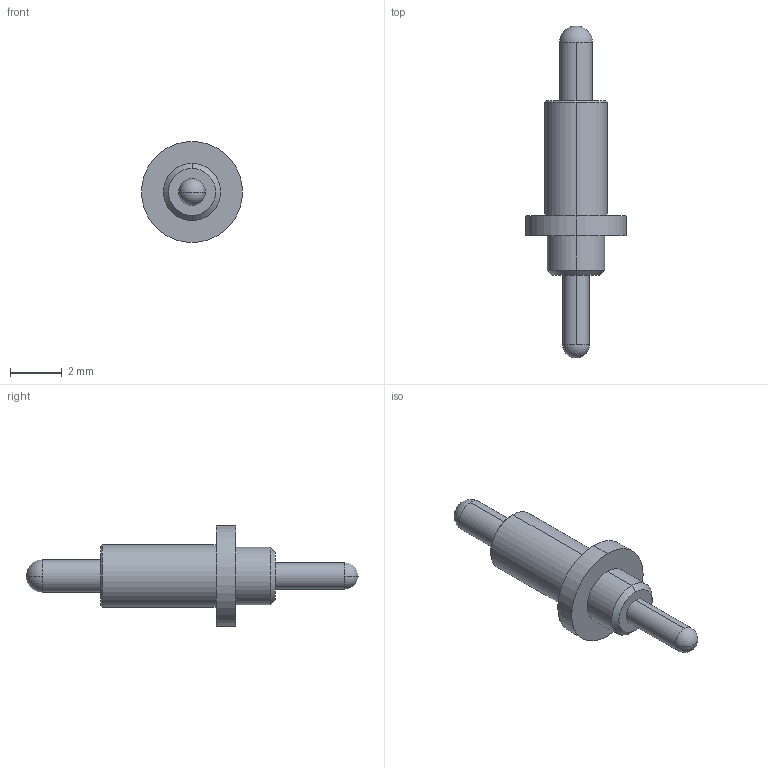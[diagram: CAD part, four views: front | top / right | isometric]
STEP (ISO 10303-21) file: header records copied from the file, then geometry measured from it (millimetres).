
FILE_DESCRIPTION (( 'STEP AP214' ), '1' );
FILE_NAME ('0856-0-15-20-82-14-11-0.STEP', '2020-03-04T08:55:35', ( '' ), ( '' ), 'SwSTEP 2.0', 'SolidWorks 2020', '' );
FILE_SCHEMA (( 'AUTOMOTIVE_DESIGN' ));
Length unit declared in the file: millimetre
Products named in the file (1): 0856-0-15-20-82-14-11-0
Bounding box: 3.89 x 12.79 x 3.89 mm (x, y, z)
Volume: 40.9 mm3; surface area: 95.8 mm2
Topology: 1 solids, 1 shells, 22 faces, 50 edges, 30 vertices
Faces by surface type: cylinder 10, cone 4, sphere 4, plane 4
Entity records: 640 total; most frequent: DIRECTION 124, CARTESIAN_POINT 99, ORIENTED_EDGE 92, AXIS2_PLACEMENT_3D 55, EDGE_CURVE 46, CIRCLE 32, VERTEX_POINT 30, EDGE_LOOP 26
